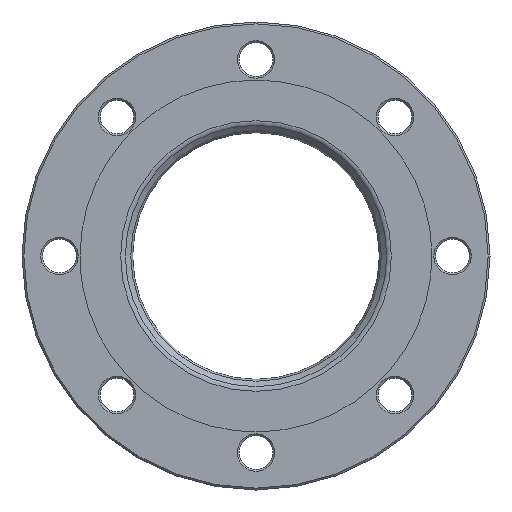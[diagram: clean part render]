
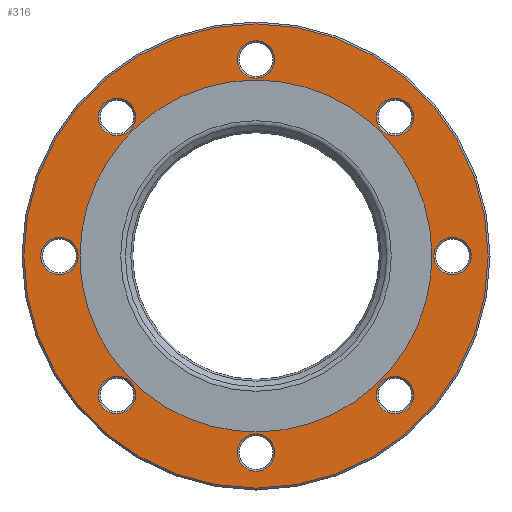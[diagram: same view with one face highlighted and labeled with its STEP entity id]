
A CAD part, left-side view. The second image highlights one B-rep face of the part: STEP entity #316.
In plain terms, the highlighted planar face has unit normal (-1, 0, 0).
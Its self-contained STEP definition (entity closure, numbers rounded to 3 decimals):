
#59=CARTESIAN_POINT('',(-100.,0.,0.));
#60=DIRECTION('',(-1.,0.,0.));
#61=DIRECTION('',(-0.,0.,-1.));
#62=AXIS2_PLACEMENT_3D('',#59,#60,#61);
#63=PLANE('',#62);
#64=CARTESIAN_POINT('',(-100.,-105.,-10.));
#65=VERTEX_POINT('',#64);
#66=CARTESIAN_POINT('',(-100.,-105.,10.));
#67=VERTEX_POINT('',#66);
#68=CARTESIAN_POINT('',(-100.,-105.,0.));
#69=DIRECTION('',(1.,0.,0.));
#70=DIRECTION('',(0.,0.,-1.));
#71=AXIS2_PLACEMENT_3D('',#68,#69,#70);
#72=CIRCLE('',#71,10.);
#73=EDGE_CURVE('',#65,#67,#72,.T.);
#74=ORIENTED_EDGE('',*,*,#73,.T.);
#75=CARTESIAN_POINT('',(-100.,-105.,0.));
#76=DIRECTION('',(1.,0.,0.));
#77=DIRECTION('',(0.,0.,-1.));
#78=AXIS2_PLACEMENT_3D('',#75,#76,#77);
#79=CIRCLE('',#78,10.);
#80=EDGE_CURVE('',#67,#65,#79,.T.);
#81=ORIENTED_EDGE('',*,*,#80,.T.);
#82=EDGE_LOOP('',(#74,#81));
#83=FACE_BOUND('',#82,.T.);
#84=CARTESIAN_POINT('',(-100.,-74.246,64.246));
#85=VERTEX_POINT('',#84);
#86=CARTESIAN_POINT('',(-100.,-74.246,84.246));
#87=VERTEX_POINT('',#86);
#88=CARTESIAN_POINT('',(-100.,-74.246,74.246));
#89=DIRECTION('',(1.,0.,0.));
#90=DIRECTION('',(0.,0.,-1.));
#91=AXIS2_PLACEMENT_3D('',#88,#89,#90);
#92=CIRCLE('',#91,10.);
#93=EDGE_CURVE('',#85,#87,#92,.T.);
#94=ORIENTED_EDGE('',*,*,#93,.T.);
#95=CARTESIAN_POINT('',(-100.,-74.246,74.246));
#96=DIRECTION('',(1.,0.,0.));
#97=DIRECTION('',(0.,0.,-1.));
#98=AXIS2_PLACEMENT_3D('',#95,#96,#97);
#99=CIRCLE('',#98,10.);
#100=EDGE_CURVE('',#87,#85,#99,.T.);
#101=ORIENTED_EDGE('',*,*,#100,.T.);
#102=EDGE_LOOP('',(#94,#101));
#103=FACE_BOUND('',#102,.T.);
#104=CARTESIAN_POINT('',(-100.,74.246,64.246));
#105=VERTEX_POINT('',#104);
#106=CARTESIAN_POINT('',(-100.,74.246,84.246));
#107=VERTEX_POINT('',#106);
#108=CARTESIAN_POINT('',(-100.,74.246,74.246));
#109=DIRECTION('',(1.,0.,0.));
#110=DIRECTION('',(0.,0.,-1.));
#111=AXIS2_PLACEMENT_3D('',#108,#109,#110);
#112=CIRCLE('',#111,10.);
#113=EDGE_CURVE('',#105,#107,#112,.T.);
#114=ORIENTED_EDGE('',*,*,#113,.T.);
#115=CARTESIAN_POINT('',(-100.,74.246,74.246));
#116=DIRECTION('',(1.,0.,0.));
#117=DIRECTION('',(0.,0.,-1.));
#118=AXIS2_PLACEMENT_3D('',#115,#116,#117);
#119=CIRCLE('',#118,10.);
#120=EDGE_CURVE('',#107,#105,#119,.T.);
#121=ORIENTED_EDGE('',*,*,#120,.T.);
#122=EDGE_LOOP('',(#114,#121));
#123=FACE_BOUND('',#122,.T.);
#124=CARTESIAN_POINT('',(-100.,-0.,95.));
#125=VERTEX_POINT('',#124);
#126=CARTESIAN_POINT('',(-100.,-0.,115.));
#127=VERTEX_POINT('',#126);
#128=CARTESIAN_POINT('',(-100.,-0.,105.));
#129=DIRECTION('',(1.,0.,0.));
#130=DIRECTION('',(0.,0.,-1.));
#131=AXIS2_PLACEMENT_3D('',#128,#129,#130);
#132=CIRCLE('',#131,10.);
#133=EDGE_CURVE('',#125,#127,#132,.T.);
#134=ORIENTED_EDGE('',*,*,#133,.T.);
#135=CARTESIAN_POINT('',(-100.,-0.,105.));
#136=DIRECTION('',(1.,0.,0.));
#137=DIRECTION('',(0.,0.,-1.));
#138=AXIS2_PLACEMENT_3D('',#135,#136,#137);
#139=CIRCLE('',#138,10.);
#140=EDGE_CURVE('',#127,#125,#139,.T.);
#141=ORIENTED_EDGE('',*,*,#140,.T.);
#142=EDGE_LOOP('',(#134,#141));
#143=FACE_BOUND('',#142,.T.);
#144=CARTESIAN_POINT('',(-100.,-74.246,-84.246));
#145=VERTEX_POINT('',#144);
#146=CARTESIAN_POINT('',(-100.,-74.246,-64.246));
#147=VERTEX_POINT('',#146);
#148=CARTESIAN_POINT('',(-100.,-74.246,-74.246));
#149=DIRECTION('',(1.,0.,0.));
#150=DIRECTION('',(0.,0.,-1.));
#151=AXIS2_PLACEMENT_3D('',#148,#149,#150);
#152=CIRCLE('',#151,10.);
#153=EDGE_CURVE('',#145,#147,#152,.T.);
#154=ORIENTED_EDGE('',*,*,#153,.T.);
#155=CARTESIAN_POINT('',(-100.,-74.246,-74.246));
#156=DIRECTION('',(1.,0.,0.));
#157=DIRECTION('',(0.,0.,-1.));
#158=AXIS2_PLACEMENT_3D('',#155,#156,#157);
#159=CIRCLE('',#158,10.);
#160=EDGE_CURVE('',#147,#145,#159,.T.);
#161=ORIENTED_EDGE('',*,*,#160,.T.);
#162=EDGE_LOOP('',(#154,#161));
#163=FACE_BOUND('',#162,.T.);
#164=CARTESIAN_POINT('',(-100.,105.,-10.));
#165=VERTEX_POINT('',#164);
#166=CARTESIAN_POINT('',(-100.,105.,10.));
#167=VERTEX_POINT('',#166);
#168=CARTESIAN_POINT('',(-100.,105.,0.));
#169=DIRECTION('',(1.,0.,0.));
#170=DIRECTION('',(0.,0.,-1.));
#171=AXIS2_PLACEMENT_3D('',#168,#169,#170);
#172=CIRCLE('',#171,10.);
#173=EDGE_CURVE('',#165,#167,#172,.T.);
#174=ORIENTED_EDGE('',*,*,#173,.T.);
#175=CARTESIAN_POINT('',(-100.,105.,0.));
#176=DIRECTION('',(1.,0.,0.));
#177=DIRECTION('',(0.,0.,-1.));
#178=AXIS2_PLACEMENT_3D('',#175,#176,#177);
#179=CIRCLE('',#178,10.);
#180=EDGE_CURVE('',#167,#165,#179,.T.);
#181=ORIENTED_EDGE('',*,*,#180,.T.);
#182=EDGE_LOOP('',(#174,#181));
#183=FACE_BOUND('',#182,.T.);
#184=CARTESIAN_POINT('',(-100.,-0.,-115.));
#185=VERTEX_POINT('',#184);
#186=CARTESIAN_POINT('',(-100.,-0.,-95.));
#187=VERTEX_POINT('',#186);
#188=CARTESIAN_POINT('',(-100.,-0.,-105.));
#189=DIRECTION('',(1.,0.,0.));
#190=DIRECTION('',(0.,0.,-1.));
#191=AXIS2_PLACEMENT_3D('',#188,#189,#190);
#192=CIRCLE('',#191,10.);
#193=EDGE_CURVE('',#185,#187,#192,.T.);
#194=ORIENTED_EDGE('',*,*,#193,.T.);
#195=CARTESIAN_POINT('',(-100.,-0.,-105.));
#196=DIRECTION('',(1.,0.,0.));
#197=DIRECTION('',(0.,0.,-1.));
#198=AXIS2_PLACEMENT_3D('',#195,#196,#197);
#199=CIRCLE('',#198,10.);
#200=EDGE_CURVE('',#187,#185,#199,.T.);
#201=ORIENTED_EDGE('',*,*,#200,.T.);
#202=EDGE_LOOP('',(#194,#201));
#203=FACE_BOUND('',#202,.T.);
#204=CARTESIAN_POINT('',(-100.,74.246,-84.246));
#205=VERTEX_POINT('',#204);
#206=CARTESIAN_POINT('',(-100.,74.246,-64.246));
#207=VERTEX_POINT('',#206);
#208=CARTESIAN_POINT('',(-100.,74.246,-74.246));
#209=DIRECTION('',(1.,0.,0.));
#210=DIRECTION('',(0.,0.,-1.));
#211=AXIS2_PLACEMENT_3D('',#208,#209,#210);
#212=CIRCLE('',#211,10.);
#213=EDGE_CURVE('',#205,#207,#212,.T.);
#214=ORIENTED_EDGE('',*,*,#213,.T.);
#215=CARTESIAN_POINT('',(-100.,74.246,-74.246));
#216=DIRECTION('',(1.,0.,0.));
#217=DIRECTION('',(0.,0.,-1.));
#218=AXIS2_PLACEMENT_3D('',#215,#216,#217);
#219=CIRCLE('',#218,10.);
#220=EDGE_CURVE('',#207,#205,#219,.T.);
#221=ORIENTED_EDGE('',*,*,#220,.T.);
#222=EDGE_LOOP('',(#214,#221));
#223=FACE_BOUND('',#222,.T.);
#224=CARTESIAN_POINT('',(-100.,-0.,-124.));
#225=VERTEX_POINT('',#224);
#226=CARTESIAN_POINT('',(-100.,124.,-0.));
#227=VERTEX_POINT('',#226);
#228=CARTESIAN_POINT('',(-100.,-0.,0.));
#229=DIRECTION('',(-1.,-0.,-0.));
#230=DIRECTION('',(0.,0.,-1.));
#231=AXIS2_PLACEMENT_3D('',#228,#229,#230);
#232=CIRCLE('',#231,124.);
#233=EDGE_CURVE('',#225,#227,#232,.T.);
#234=ORIENTED_EDGE('',*,*,#233,.T.);
#235=CARTESIAN_POINT('',(-100.,-0.,0.));
#236=DIRECTION('',(-1.,-0.,-0.));
#237=DIRECTION('',(0.,0.,-1.));
#238=AXIS2_PLACEMENT_3D('',#235,#236,#237);
#239=CIRCLE('',#238,124.);
#240=EDGE_CURVE('',#227,#225,#239,.T.);
#241=ORIENTED_EDGE('',*,*,#240,.T.);
#242=EDGE_LOOP('',(#234,#241));
#243=FACE_BOUND('',#242,.T.);
#244=CARTESIAN_POINT('',(-100.,94.,0.));
#245=VERTEX_POINT('',#244);
#246=CARTESIAN_POINT('',(-100.,94.,0.));
#247=CARTESIAN_POINT('',(-100.,94.,9.258));
#248=CARTESIAN_POINT('',(-100.,92.194,18.338));
#249=CARTESIAN_POINT('',(-100.,90.388,27.418));
#250=CARTESIAN_POINT('',(-100.,86.845,35.972));
#251=CARTESIAN_POINT('',(-100.,83.302,44.525));
#252=CARTESIAN_POINT('',(-100.,78.158,52.224));
#253=CARTESIAN_POINT('',(-100.,73.015,59.921));
#254=CARTESIAN_POINT('',(-100.,66.468,66.468));
#255=CARTESIAN_POINT('',(-100.,59.922,73.014));
#256=CARTESIAN_POINT('',(-100.,52.224,78.158));
#257=CARTESIAN_POINT('',(-100.,44.526,83.301));
#258=CARTESIAN_POINT('',(-100.,35.972,86.845));
#259=CARTESIAN_POINT('',(-100.,27.42,90.387));
#260=CARTESIAN_POINT('',(-100.,18.338,92.194));
#261=CARTESIAN_POINT('',(-100.,9.259,94.));
#262=CARTESIAN_POINT('',(-100.,0.,94.));
#263=CARTESIAN_POINT('',(-100.,-9.257,94.));
#264=CARTESIAN_POINT('',(-100.,-18.338,92.194));
#265=CARTESIAN_POINT('',(-100.,-27.418,90.388));
#266=CARTESIAN_POINT('',(-100.,-35.972,86.845));
#267=CARTESIAN_POINT('',(-100.,-44.525,83.302));
#268=CARTESIAN_POINT('',(-100.,-52.224,78.158));
#269=CARTESIAN_POINT('',(-100.,-59.921,73.015));
#270=CARTESIAN_POINT('',(-100.,-66.468,66.468));
#271=CARTESIAN_POINT('',(-100.,-73.014,59.922));
#272=CARTESIAN_POINT('',(-100.,-78.158,52.224));
#273=CARTESIAN_POINT('',(-100.,-83.301,44.526));
#274=CARTESIAN_POINT('',(-100.,-86.845,35.972));
#275=CARTESIAN_POINT('',(-100.,-90.387,27.419));
#276=CARTESIAN_POINT('',(-100.,-92.194,18.338));
#277=CARTESIAN_POINT('',(-100.,-94.,9.259));
#278=CARTESIAN_POINT('',(-100.,-94.,0.));
#279=CARTESIAN_POINT('',(-100.,-94.,-9.258));
#280=CARTESIAN_POINT('',(-100.,-92.194,-18.338));
#281=CARTESIAN_POINT('',(-100.,-90.388,-27.418));
#282=CARTESIAN_POINT('',(-100.,-86.845,-35.972));
#283=CARTESIAN_POINT('',(-100.,-83.302,-44.525));
#284=CARTESIAN_POINT('',(-100.,-78.158,-52.224));
#285=CARTESIAN_POINT('',(-100.,-73.015,-59.921));
#286=CARTESIAN_POINT('',(-100.,-66.468,-66.468));
#287=CARTESIAN_POINT('',(-100.,-59.922,-73.014));
#288=CARTESIAN_POINT('',(-100.,-52.224,-78.158));
#289=CARTESIAN_POINT('',(-100.,-44.526,-83.301));
#290=CARTESIAN_POINT('',(-100.,-35.972,-86.845));
#291=CARTESIAN_POINT('',(-100.,-27.419,-90.387));
#292=CARTESIAN_POINT('',(-100.,-18.338,-92.194));
#293=CARTESIAN_POINT('',(-100.,-9.259,-94.));
#294=CARTESIAN_POINT('',(-100.,0.,-94.));
#295=CARTESIAN_POINT('',(-100.,9.258,-94.));
#296=CARTESIAN_POINT('',(-100.,18.338,-92.194));
#297=CARTESIAN_POINT('',(-100.,27.418,-90.388));
#298=CARTESIAN_POINT('',(-100.,35.972,-86.845));
#299=CARTESIAN_POINT('',(-100.,44.525,-83.302));
#300=CARTESIAN_POINT('',(-100.,52.224,-78.158));
#301=CARTESIAN_POINT('',(-100.,59.921,-73.015));
#302=CARTESIAN_POINT('',(-100.,66.468,-66.468));
#303=CARTESIAN_POINT('',(-100.,73.014,-59.922));
#304=CARTESIAN_POINT('',(-100.,78.158,-52.224));
#305=CARTESIAN_POINT('',(-100.,83.301,-44.526));
#306=CARTESIAN_POINT('',(-100.,86.845,-35.972));
#307=CARTESIAN_POINT('',(-100.,90.387,-27.419));
#308=CARTESIAN_POINT('',(-100.,92.194,-18.338));
#309=CARTESIAN_POINT('',(-100.,94.,-9.258));
#310=CARTESIAN_POINT('',(-100.,94.,0.));
#311=B_SPLINE_CURVE_WITH_KNOTS('',2,(#246,#247,#248,#249,#250,#251,#252,#253,#254,#255,#256,#257,#258,#259,#260,#261,#262,#263,#264,#265,#266,#267,#268,#269,#270,#271,
#272,#273,#274,#275,#276,#277,#278,#279,#280,#281,#282,#283,#284,#285,#286,#287,#288,#289,#290,#291,#292,#293,#294,#295,#296,
#297,#298,#299,#300,#301,#302,#303,#304,#305,#306,#307,#308,#309,#310),.UNSPECIFIED.,.T.,.F.,(3,2,2,2,2,2,2,2,2,2,2,2,2,2,2,2,2,2,2,2,2,2,2,2,2,2,
2,2,2,2,2,2,3),(0.,0.031,0.063,0.094,0.125,0.156,0.188,0.219,0.25,0.281,0.313,0.344,0.375,0.406,0.438,0.469,0.5,0.531,0.563,0.594,0.625,0.656,0.688,0.719,0.75,0.781,
0.813,0.844,0.875,0.906,0.938,0.969,1.),.UNSPECIFIED.);
#312=EDGE_CURVE('',#245,#245,#311,.T.);
#313=ORIENTED_EDGE('',*,*,#312,.T.);
#314=EDGE_LOOP('',(#313));
#315=FACE_BOUND('',#314,.T.);
#316=ADVANCED_FACE('',(#83,#103,#123,#143,#163,#183,#203,#223,#243,#315),#63,.T.);
